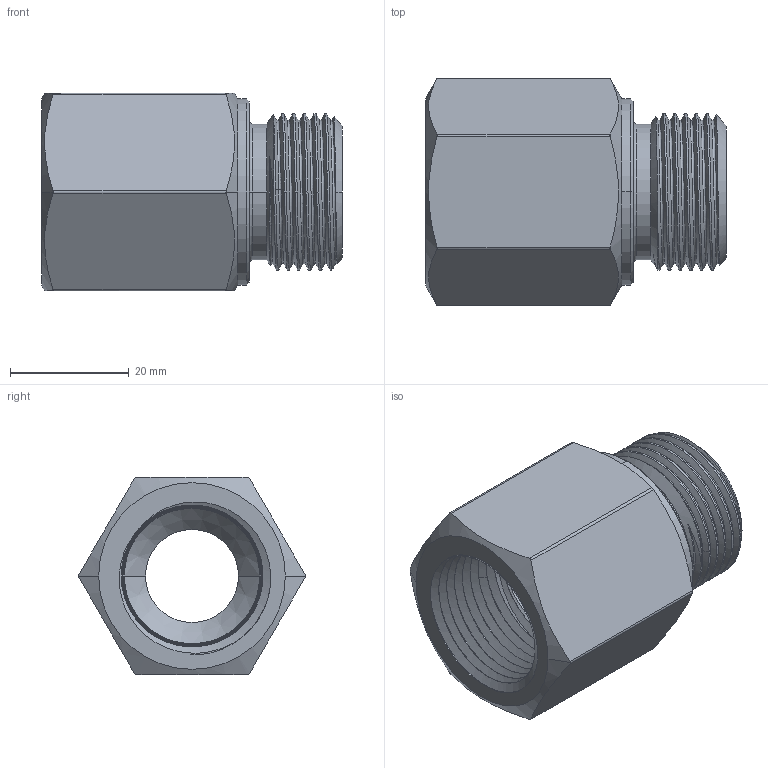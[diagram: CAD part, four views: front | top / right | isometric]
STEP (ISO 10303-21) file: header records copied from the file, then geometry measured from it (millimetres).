
FILE_DESCRIPTION((''),'2;1');
FILE_NAME('ADAPTER_H_MFAB_FM_NPT_M_ISO_PAR','2025-07-08T13:11:46',('Administrator'),(''),'CREO PARAMETRIC BY PTC INC, 2020414','CREO PARAMETRIC BY PTC INC, 2020414','');
FILE_SCHEMA(('AUTOMOTIVE_DESIGN { 1 0 10303 214 1 1 1 1 }'));
Length unit declared in the file: millimetre
Products named in the file (1): ADAPTER_H_MFAB_FM_NPT_M_ISO_PAR
Bounding box: 50.8 x 38.3 x 33.3 mm (x, y, z)
Volume: 24802.2 mm3; surface area: 11166.8 mm2
Topology: 1 solids, 1 shells, 87 faces, 234 edges, 161 vertices
Faces by surface type: cone 34, cylinder 24, bspline 18, plane 9, torus 2
Entity records: 8788 total; most frequent: CARTESIAN_POINT 6701, ORIENTED_EDGE 460, DIRECTION 284, EDGE_CURVE 230, VERTEX_POINT 146, B_SPLINE_CURVE_WITH_KNOTS 124, COLOUR_RGB 116, AXIS2_PLACEMENT_3D 104
